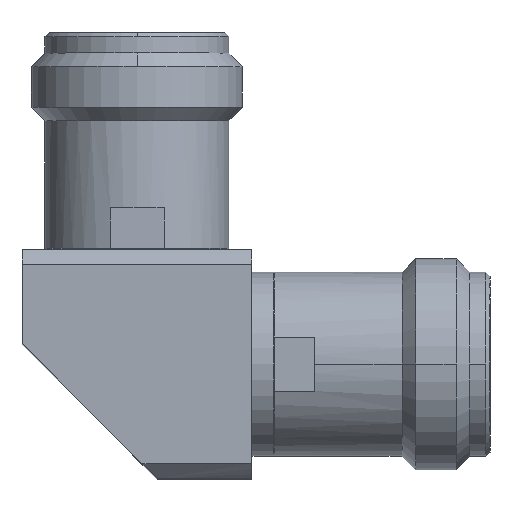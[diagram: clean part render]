
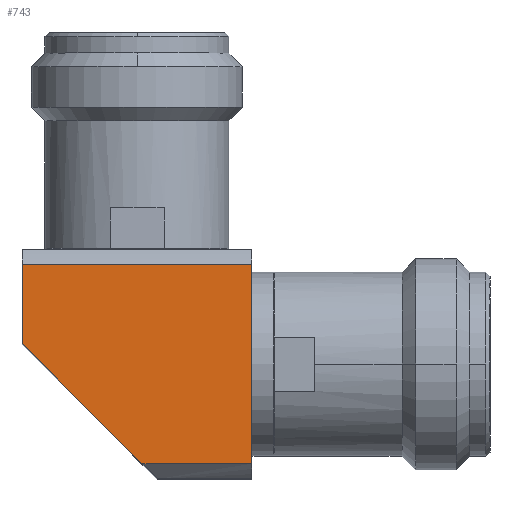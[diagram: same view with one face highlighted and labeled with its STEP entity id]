
A CAD part, top view. The second image highlights one B-rep face of the part: STEP entity #743.
In plain terms, the highlighted planar face has unit normal (0, 0, 1).
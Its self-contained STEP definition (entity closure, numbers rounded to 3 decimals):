
#14 = VECTOR ( 'NONE', #74, 1000. ) ;
#74 = DIRECTION ( 'NONE',  ( 0., 1., 0. ) ) ;
#94 = CARTESIAN_POINT ( 'NONE',  ( -8.5, 8.5, 8.5 ) ) ;
#160 = CARTESIAN_POINT ( 'NONE',  ( 8.5, -7.37, 8.5 ) ) ;
#164 = VERTEX_POINT ( 'NONE', #175 ) ;
#175 = CARTESIAN_POINT ( 'NONE',  ( -8.5, 7.37, 8.5 ) ) ;
#194 = ORIENTED_EDGE ( 'NONE', *, *, #1726, .T. ) ;
#215 = EDGE_CURVE ( 'NONE', #1872, #164, #1438, .T. ) ;
#329 = FACE_OUTER_BOUND ( 'NONE', #1725, .T. ) ;
#350 = ORIENTED_EDGE ( 'NONE', *, *, #1686, .F. ) ;
#355 = ORIENTED_EDGE ( 'NONE', *, *, #1039, .F. ) ;
#405 = VECTOR ( 'NONE', #777, 1000. ) ;
#427 = DIRECTION ( 'NONE',  ( 0.707, -0.707, 0. ) ) ;
#461 = CARTESIAN_POINT ( 'NONE',  ( -8.5, 1.5, 8.5 ) ) ;
#517 = VERTEX_POINT ( 'NONE', #1919 ) ;
#580 = CARTESIAN_POINT ( 'NONE',  ( 0.37, -7.37, 8.5 ) ) ;
#651 = CARTESIAN_POINT ( 'NONE',  ( 8.5, -8.5, 8.5 ) ) ;
#679 = VECTOR ( 'NONE', #1151, 1000. ) ;
#695 = CARTESIAN_POINT ( 'NONE',  ( 0., -7.37, 8.5 ) ) ;
#717 = CARTESIAN_POINT ( 'NONE',  ( -8.5, 1.5, 8.5 ) ) ;
#743 = ADVANCED_FACE ( 'NONE', ( #329 ), #1188, .T. ) ;
#748 = ORIENTED_EDGE ( 'NONE', *, *, #215, .F. ) ;
#777 = DIRECTION ( 'NONE',  ( 0., -1., 0. ) ) ;
#779 = ORIENTED_EDGE ( 'NONE', *, *, #1739, .T. ) ;
#838 = LINE ( 'NONE', #695, #679 ) ;
#918 = VECTOR ( 'NONE', #427, 1000. ) ;
#958 = CARTESIAN_POINT ( 'NONE',  ( -8.5, 7.37, 8.5 ) ) ;
#1039 = EDGE_CURVE ( 'NONE', #164, #517, #1405, .T. ) ;
#1051 = AXIS2_PLACEMENT_3D ( 'NONE', #1352, #1789, #1502 ) ;
#1100 = VECTOR ( 'NONE', #1253, 1000. ) ;
#1151 = DIRECTION ( 'NONE',  ( 1., 0., 0. ) ) ;
#1188 = PLANE ( 'NONE',  #1051 ) ;
#1253 = DIRECTION ( 'NONE',  ( 1., 0., 0. ) ) ;
#1352 = CARTESIAN_POINT ( 'NONE',  ( 0., 0., 8.5 ) ) ;
#1405 = LINE ( 'NONE', #958, #1100 ) ;
#1438 = LINE ( 'NONE', #94, #14 ) ;
#1502 = DIRECTION ( 'NONE',  ( 1., 0., 0. ) ) ;
#1686 = EDGE_CURVE ( 'NONE', #517, #1846, #1863, .T. ) ;
#1725 = EDGE_LOOP ( 'NONE', ( #779, #194, #350, #355, #748 ) ) ;
#1726 = EDGE_CURVE ( 'NONE', #1795, #1846, #838, .T. ) ;
#1739 = EDGE_CURVE ( 'NONE', #1872, #1795, #1755, .T. ) ;
#1755 = LINE ( 'NONE', #717, #918 ) ;
#1789 = DIRECTION ( 'NONE',  ( 0., 0., 1. ) ) ;
#1795 = VERTEX_POINT ( 'NONE', #580 ) ;
#1846 = VERTEX_POINT ( 'NONE', #160 ) ;
#1863 = LINE ( 'NONE', #651, #405 ) ;
#1872 = VERTEX_POINT ( 'NONE', #461 ) ;
#1919 = CARTESIAN_POINT ( 'NONE',  ( 8.5, 7.37, 8.5 ) ) ;
